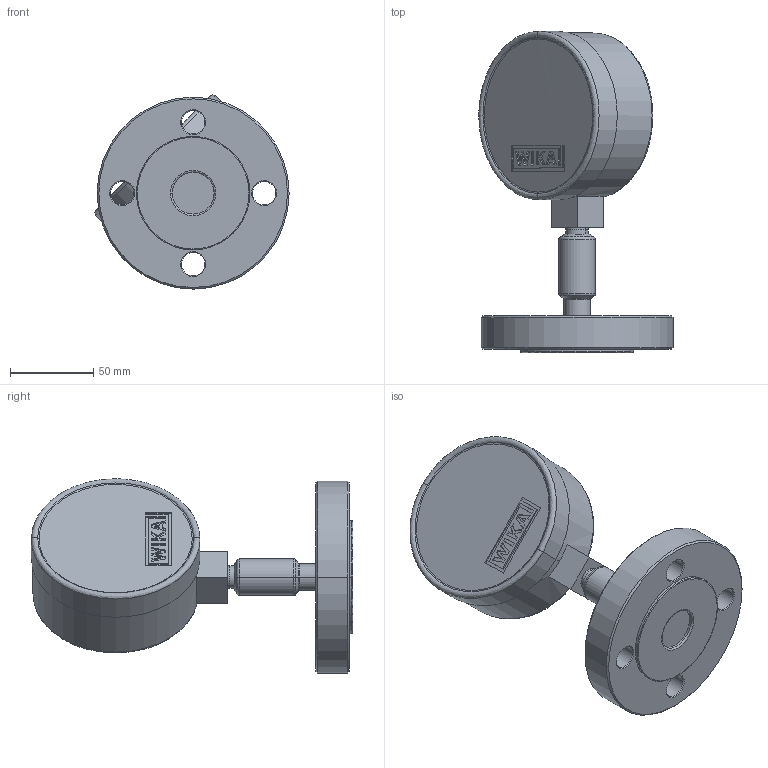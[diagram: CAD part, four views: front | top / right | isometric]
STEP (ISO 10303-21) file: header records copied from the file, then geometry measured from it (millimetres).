
FILE_DESCRIPTION((''),'2;1');
FILE_NAME('14206603','2018-07-03T13:19:57',('MuelleK2'),(''),'CREO PARAMETRIC BY PTC INC, 2017260','CREO PARAMETRIC BY PTC INC, 2017260','');
FILE_SCHEMA(('AUTOMOTIVE_DESIGN { 1 0 10303 214 1 1 1 1 }'));
Length unit declared in the file: millimetre
Products named in the file (1): 14206603
Bounding box: 116.38 x 192.5 x 116.38 mm (x, y, z)
Volume: 603337 mm3; surface area: 66650 mm2
Topology: 1 solids, 1 shells, 139 faces, 329 edges, 204 vertices
Faces by surface type: bspline 139
Entity records: 6050 total; most frequent: CARTESIAN_POINT 3080, ORIENTED_EDGE 658, DIRECTION 417, EDGE_CURVE 329, VECTOR 217, LINE 217, VERTEX_POINT 204, EDGE_LOOP 159
